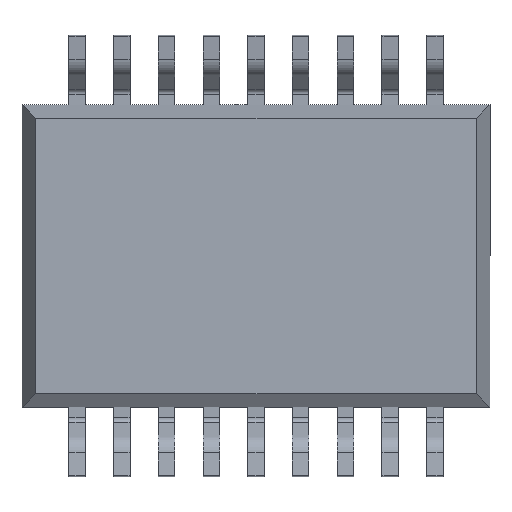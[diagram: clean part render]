
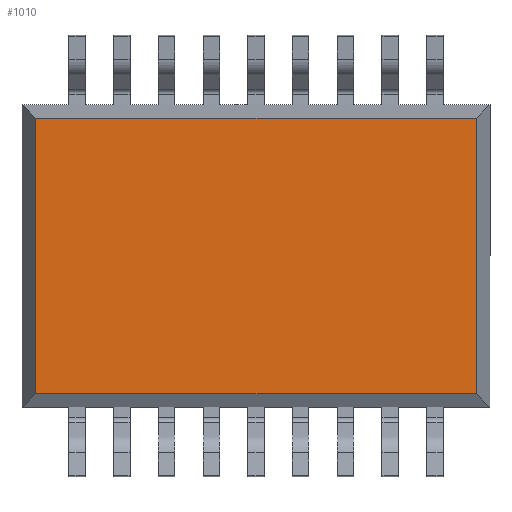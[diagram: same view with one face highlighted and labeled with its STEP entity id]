
A CAD part, front view. The second image highlights one B-rep face of the part: STEP entity #1010.
In plain terms, the highlighted planar face has unit normal (0, -1, 0).
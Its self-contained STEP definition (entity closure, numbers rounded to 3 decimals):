
#334 = VERTEX_POINT ( 'NONE', #1382 ) ;
#1010 = ADVANCED_FACE ( 'NONE', ( #12599 ), #17239, .F. ) ;
#1050 = CARTESIAN_POINT ( 'NONE',  ( 3.2, 0., 2. ) ) ;
#1079 = DIRECTION ( 'NONE',  ( -1., 0., 0. ) ) ;
#1382 = CARTESIAN_POINT ( 'NONE',  ( -3.2, 0., 2. ) ) ;
#1581 = ORIENTED_EDGE ( 'NONE', *, *, #10437, .T. ) ;
#1782 = LINE ( 'NONE', #8124, #18775 ) ;
#2828 = DIRECTION ( 'NONE',  ( 0., 0., 1. ) ) ;
#3625 = EDGE_LOOP ( 'NONE', ( #9968, #1581, #14281, #4282 ) ) ;
#3888 = CARTESIAN_POINT ( 'NONE',  ( 0., 0., 2. ) ) ;
#4282 = ORIENTED_EDGE ( 'NONE', *, *, #4296, .T. ) ;
#4296 = EDGE_CURVE ( 'NONE', #17579, #16761, #5578, .T. ) ;
#4851 = AXIS2_PLACEMENT_3D ( 'NONE', #20198, #17395, #2828 ) ;
#5578 = LINE ( 'NONE', #5790, #13010 ) ;
#5790 = CARTESIAN_POINT ( 'NONE',  ( 0., 0., -2. ) ) ;
#6793 = VERTEX_POINT ( 'NONE', #1050 ) ;
#6868 = EDGE_CURVE ( 'NONE', #334, #17579, #1782, .T. ) ;
#6955 = CARTESIAN_POINT ( 'NONE',  ( 3.2, 0., 0. ) ) ;
#8124 = CARTESIAN_POINT ( 'NONE',  ( -3.2, 0., 0. ) ) ;
#9262 = DIRECTION ( 'NONE',  ( 1., 0., 0. ) ) ;
#9968 = ORIENTED_EDGE ( 'NONE', *, *, #13197, .T. ) ;
#10237 = CARTESIAN_POINT ( 'NONE',  ( -3.2, 0., -2. ) ) ;
#10437 = EDGE_CURVE ( 'NONE', #6793, #334, #19802, .T. ) ;
#11459 = DIRECTION ( 'NONE',  ( 0., 0., 1. ) ) ;
#11769 = DIRECTION ( 'NONE',  ( 0., 0., -1. ) ) ;
#12599 = FACE_OUTER_BOUND ( 'NONE', #3625, .T. ) ;
#13010 = VECTOR ( 'NONE', #9262, 1000. ) ;
#13197 = EDGE_CURVE ( 'NONE', #16761, #6793, #14895, .T. ) ;
#14281 = ORIENTED_EDGE ( 'NONE', *, *, #6868, .T. ) ;
#14895 = LINE ( 'NONE', #6955, #16498 ) ;
#15872 = CARTESIAN_POINT ( 'NONE',  ( 3.2, 0., -2. ) ) ;
#16498 = VECTOR ( 'NONE', #11459, 1000. ) ;
#16761 = VERTEX_POINT ( 'NONE', #15872 ) ;
#17239 = PLANE ( 'NONE',  #4851 ) ;
#17395 = DIRECTION ( 'NONE',  ( 0., 1., 0. ) ) ;
#17579 = VERTEX_POINT ( 'NONE', #10237 ) ;
#18775 = VECTOR ( 'NONE', #11769, 1000. ) ;
#19802 = LINE ( 'NONE', #3888, #19990 ) ;
#19990 = VECTOR ( 'NONE', #1079, 1000. ) ;
#20198 = CARTESIAN_POINT ( 'NONE',  ( 0., 0., 0. ) ) ;
